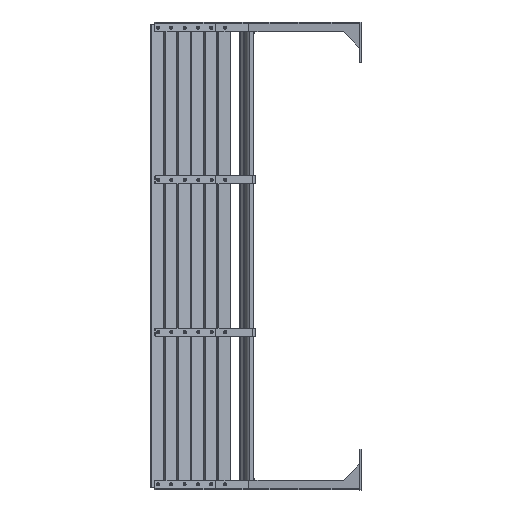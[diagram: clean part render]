
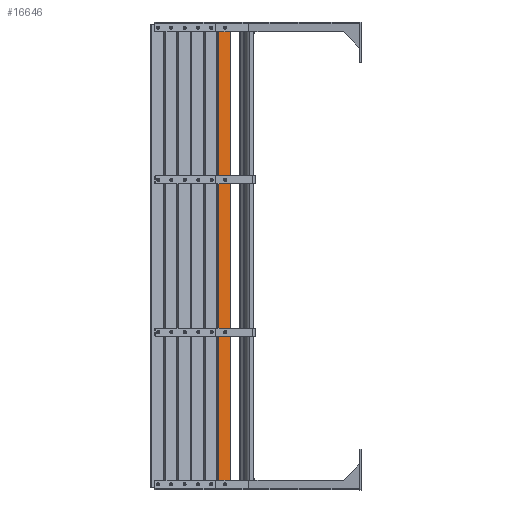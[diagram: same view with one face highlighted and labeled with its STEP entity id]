
A CAD part, left-side view. The second image highlights one B-rep face of the part: STEP entity #16646.
In plain terms, the highlighted face is planar.
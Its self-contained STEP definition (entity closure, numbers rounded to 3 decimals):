
#121 = CARTESIAN_POINT ( 'NONE',  ( -20., 30., 2280. ) ) ;
#449 = CARTESIAN_POINT ( 'NONE',  ( -20., -30., 2280. ) ) ;
#667 = ORIENTED_EDGE ( 'NONE', *, *, #1466, .F. ) ;
#1466 = EDGE_CURVE ( 'NONE', #17206, #5675, #18232, .T. ) ;
#3954 = DIRECTION ( 'NONE',  ( 0., 0., -1. ) ) ;
#5039 = VECTOR ( 'NONE', #12755, 1000. ) ;
#5675 = VERTEX_POINT ( 'NONE', #7646 ) ;
#5924 = CARTESIAN_POINT ( 'NONE',  ( -20., 30., 0. ) ) ;
#6547 = PLANE ( 'NONE',  #7880 ) ;
#7646 = CARTESIAN_POINT ( 'NONE',  ( -20., -30., 0. ) ) ;
#7880 = AXIS2_PLACEMENT_3D ( 'NONE', #449, #18569, #25243 ) ;
#8097 = DIRECTION ( 'NONE',  ( 0., -1., 0. ) ) ;
#8638 = ORIENTED_EDGE ( 'NONE', *, *, #25241, .T. ) ;
#9886 = LINE ( 'NONE', #19884, #13415 ) ;
#10098 = LINE ( 'NONE', #17713, #17834 ) ;
#10241 = LINE ( 'NONE', #121, #5039 ) ;
#10572 = FACE_OUTER_BOUND ( 'NONE', #24585, .T. ) ;
#10616 = EDGE_CURVE ( 'NONE', #18981, #17206, #10098, .T. ) ;
#11493 = EDGE_CURVE ( 'NONE', #18981, #12834, #10241, .T. ) ;
#12755 = DIRECTION ( 'NONE',  ( 0., 0., -1. ) ) ;
#12834 = VERTEX_POINT ( 'NONE', #5924 ) ;
#13415 = VECTOR ( 'NONE', #20009, 1000. ) ;
#14075 = CARTESIAN_POINT ( 'NONE',  ( -20., -30., 2280. ) ) ;
#14655 = CARTESIAN_POINT ( 'NONE',  ( -20., 30., 2280. ) ) ;
#15542 = VECTOR ( 'NONE', #3954, 1000. ) ;
#16646 = ADVANCED_FACE ( 'NONE', ( #10572 ), #6547, .F. ) ;
#17206 = VERTEX_POINT ( 'NONE', #24616 ) ;
#17713 = CARTESIAN_POINT ( 'NONE',  ( -20., -30., 2280. ) ) ;
#17834 = VECTOR ( 'NONE', #8097, 1000. ) ;
#18232 = LINE ( 'NONE', #14075, #15542 ) ;
#18569 = DIRECTION ( 'NONE',  ( 1., 0., 0. ) ) ;
#18981 = VERTEX_POINT ( 'NONE', #14655 ) ;
#18994 = ORIENTED_EDGE ( 'NONE', *, *, #10616, .F. ) ;
#19884 = CARTESIAN_POINT ( 'NONE',  ( -20., -30., 0. ) ) ;
#20009 = DIRECTION ( 'NONE',  ( 0., -1., 0. ) ) ;
#22204 = ORIENTED_EDGE ( 'NONE', *, *, #11493, .T. ) ;
#24585 = EDGE_LOOP ( 'NONE', ( #8638, #667, #18994, #22204 ) ) ;
#24616 = CARTESIAN_POINT ( 'NONE',  ( -20., -30., 2280. ) ) ;
#25241 = EDGE_CURVE ( 'NONE', #12834, #5675, #9886, .T. ) ;
#25243 = DIRECTION ( 'NONE',  ( 0., 0., -1. ) ) ;
